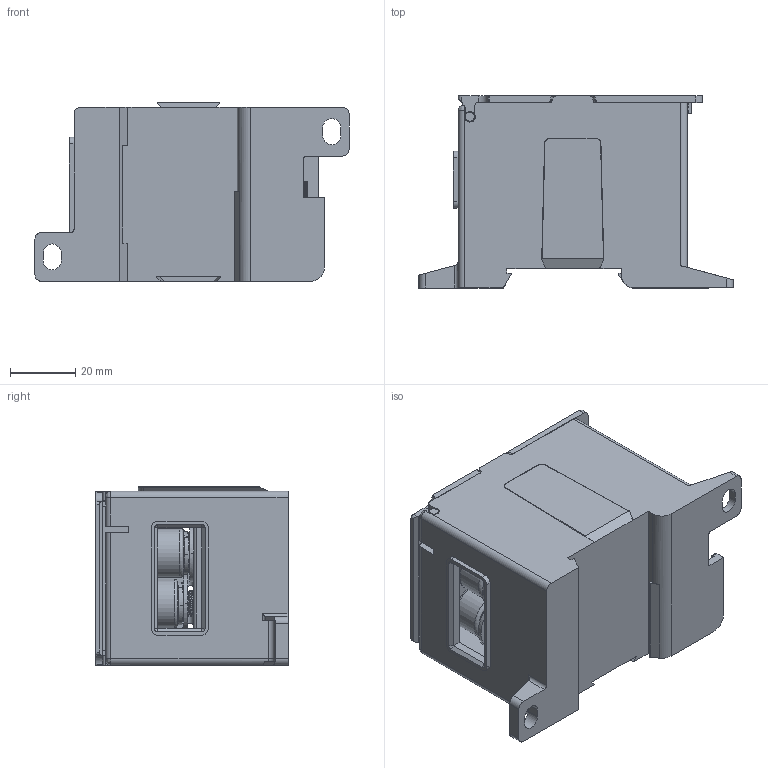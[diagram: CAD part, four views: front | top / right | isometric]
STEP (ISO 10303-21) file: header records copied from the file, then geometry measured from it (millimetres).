
FILE_DESCRIPTION((''),'2;1');
FILE_NAME('5YB574959_ASM','2023-12-06T',('dell'),(''),'PRO/ENGINEER BY PARAMETRIC TECHNOLOGY CORPORATION, 2013230','PRO/ENGINEER BY PARAMETRIC TECHNOLOGY CORPORATION, 2013230','');
FILE_SCHEMA(('AUTOMOTIVE_DESIGN { 1 0 10303 214 1 1 1 1 }'));
Length unit declared in the file: millimetre
Products named in the file (1): 5YB574959_ASM
Bounding box: 96.5 x 59 x 54.9 mm (x, y, z)
Volume: 117397.1 mm3; surface area: 59031 mm2
Topology: 4 solids, 6 shells, 830 faces, 2304 edges, 1449 vertices
Faces by surface type: cylinder 287, plane 259, bspline 124, cone 112, torus 38, sphere 8, extrusion 2
Entity records: 38208 total; most frequent: CARTESIAN_POINT 14675, ORIENTED_EDGE 4568, DIRECTION 3832, EDGE_CURVE 2284, VERTEX_POINT 1449, AXIS2_PLACEMENT_3D 1371, VECTOR 1090, LINE 1088
